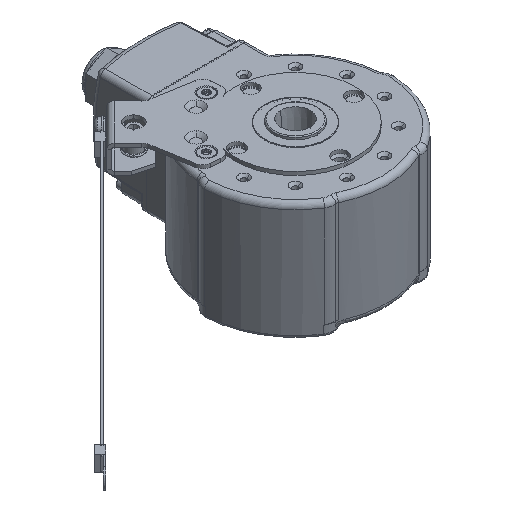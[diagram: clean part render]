
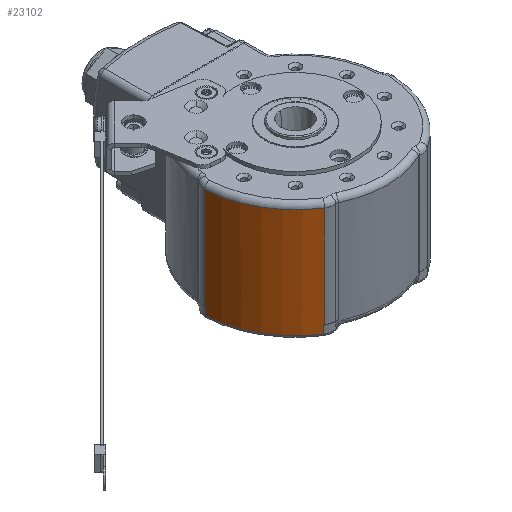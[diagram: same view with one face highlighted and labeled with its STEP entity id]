
A CAD part, isometric view. The second image highlights one B-rep face of the part: STEP entity #23102.
In plain terms, the highlighted cylindrical face has radius 55 mm (diameter 110 mm), a partial arc.
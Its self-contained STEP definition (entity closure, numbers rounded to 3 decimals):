
#2255=DIRECTION('',(0.,0.,-1.));
#2256=VECTOR('',#2255,58.5);
#2257=CARTESIAN_POINT('',(-54.944,-2.477,8.3));
#2258=LINE('',#2257,#2256);
#2264=CARTESIAN_POINT('',(0.,0.,8.3));
#2265=DIRECTION('',(0.,0.,-1.));
#2266=DIRECTION('',(-0.538,-0.843,0.));
#2267=AXIS2_PLACEMENT_3D('',#2264,#2265,#2266);
#2269=DIRECTION('',(0.,0.,-1.));
#2270=VECTOR('',#2269,4.5);
#2271=CARTESIAN_POINT('',(-30.051,-46.064,-50.2));
#2272=LINE('',#2271,#2270);
#2273=CARTESIAN_POINT('',(0.,0.,-54.7));
#2274=DIRECTION('',(0.,0.,-1.));
#2275=DIRECTION('',(-0.546,-0.838,0.));
#2276=AXIS2_PLACEMENT_3D('',#2273,#2274,#2275);
#2278=DIRECTION('',(0.,0.,-1.));
#2279=VECTOR('',#2278,4.5);
#2280=CARTESIAN_POINT('',(-54.918,-2.993,-50.2));
#2281=LINE('',#2280,#2279);
#3584=CARTESIAN_POINT('',(0.,0.,-50.2));
#3585=DIRECTION('',(0.,0.,1.));
#3586=DIRECTION('',(-0.999,-0.045,0.));
#3587=AXIS2_PLACEMENT_3D('',#3584,#3585,#3586);
#4017=CARTESIAN_POINT('',(0.,0.,-50.2));
#4018=DIRECTION('',(0.,0.,1.));
#4019=DIRECTION('',(-0.546,-0.838,0.));
#4020=AXIS2_PLACEMENT_3D('',#4017,#4018,#4019);
#4027=DIRECTION('',(0.,0.,1.));
#4028=VECTOR('',#4027,58.5);
#4029=CARTESIAN_POINT('',(-29.617,-46.345,-50.2));
#4030=LINE('',#4029,#4028);
#16627=CARTESIAN_POINT('',(-30.051,-46.064,-54.7));
#16628=CARTESIAN_POINT('',(-54.918,-2.993,-54.7));
#16629=VERTEX_POINT('',#16627);
#16630=VERTEX_POINT('',#16628);
#17816=CARTESIAN_POINT('',(-29.617,-46.345,8.3));
#17817=CARTESIAN_POINT('',(-54.944,-2.477,8.3));
#17818=VERTEX_POINT('',#17816);
#17819=VERTEX_POINT('',#17817);
#18281=CARTESIAN_POINT('',(-29.617,-46.345,-50.2));
#18283=VERTEX_POINT('',#18281);
#18284=CARTESIAN_POINT('',(-54.944,-2.477,-50.2));
#18286=VERTEX_POINT('',#18284);
#18322=CARTESIAN_POINT('',(-54.918,-2.993,-50.2));
#18323=VERTEX_POINT('',#18322);
#18324=CARTESIAN_POINT('',(-30.051,-46.064,-50.2));
#18325=VERTEX_POINT('',#18324);
#23080=CARTESIAN_POINT('',(0.,0.,-56.2));
#23081=DIRECTION('',(0.,0.,1.));
#23082=DIRECTION('',(1.,0.,0.));
#23083=AXIS2_PLACEMENT_3D('',#23080,#23081,#23082);
#23084=CYLINDRICAL_SURFACE('',#23083,55.);
#23085=ORIENTED_EDGE('',*,*,#23063,.F.);
#23087=ORIENTED_EDGE('',*,*,#23086,.F.);
#23089=ORIENTED_EDGE('',*,*,#23088,.F.);
#23091=ORIENTED_EDGE('',*,*,#23090,.F.);
#23093=ORIENTED_EDGE('',*,*,#23092,.T.);
#23095=ORIENTED_EDGE('',*,*,#23094,.T.);
#23097=ORIENTED_EDGE('',*,*,#23096,.F.);
#23099=ORIENTED_EDGE('',*,*,#23098,.F.);
#23100=EDGE_LOOP('',(#23085,#23087,#23089,#23091,#23093,#23095,#23097,#23099));
#23101=FACE_OUTER_BOUND('',#23100,.F.);
#2268=CIRCLE('',#2267,55.);
#2277=CIRCLE('',#2276,55.);
#3588=CIRCLE('',#3587,55.);
#4021=CIRCLE('',#4020,55.);
#23063=EDGE_CURVE('',#17819,#18286,#2258,.T.);
#23086=EDGE_CURVE('',#17818,#17819,#2268,.T.);
#23088=EDGE_CURVE('',#18283,#17818,#4030,.T.);
#23090=EDGE_CURVE('',#18325,#18283,#4021,.T.);
#23092=EDGE_CURVE('',#18325,#16629,#2272,.T.);
#23094=EDGE_CURVE('',#16629,#16630,#2277,.T.);
#23096=EDGE_CURVE('',#18323,#16630,#2281,.T.);
#23098=EDGE_CURVE('',#18286,#18323,#3588,.T.);
#23102=ADVANCED_FACE('',(#23101),#23084,.T.);
